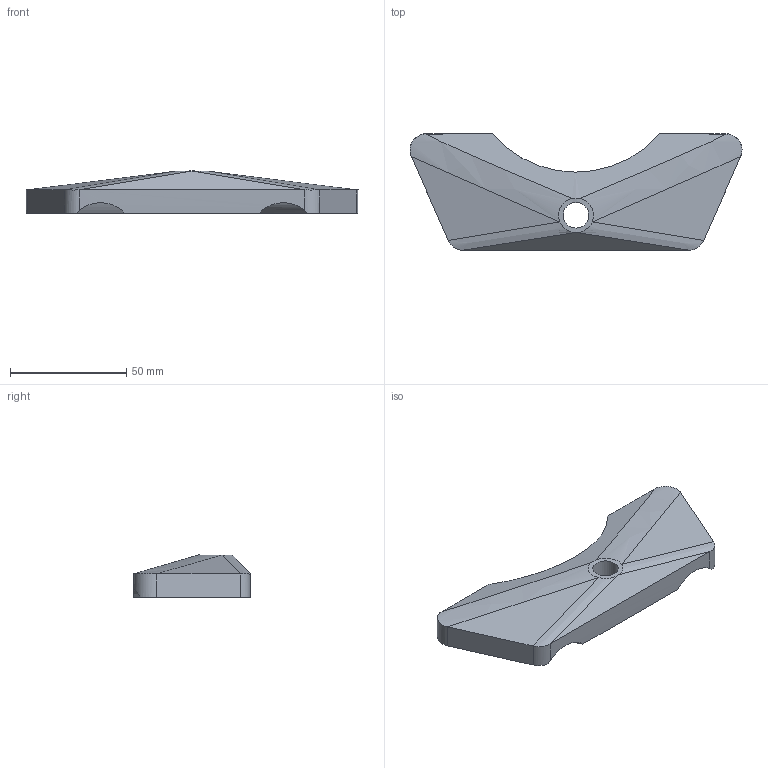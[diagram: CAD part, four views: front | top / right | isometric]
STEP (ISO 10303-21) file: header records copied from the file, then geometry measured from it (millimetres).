
FILE_DESCRIPTION(/* description */ ('Version 0.1c - signed'),/* implementation_level */ '2;1');
FILE_NAME(/* name */ 'kickstand1c.step',/* time_stamp */ '2024-02-16T11:00:23-05:00',/* author */ ('F. Pascal Girard'),/* organization */ ('Georgetown University'),/* preprocessor_version */ 'ST-DEVELOPER v20',/* originating_system */ 'Autodesk Translation Framework v12.20.1.177',/* authorisation */ '');
FILE_SCHEMA (('AUTOMOTIVE_DESIGN { 1 0 10303 214 3 1 1 }'));
Length unit declared in the file: millimetre
Products named in the file (1): (Unsaved)
Bounding box: 142.54 x 50 x 18.22 mm (x, y, z)
Volume: 65885.9 mm3; surface area: 15617 mm2
Topology: 1 solids, 1 shells, 89 faces, 235 edges, 154 vertices
Faces by surface type: plane 45, cylinder 37, cone 5, bspline 2
Full cylindrical faces by diameter (mm): 11 x1
Entity records: 3695 total; most frequent: CARTESIAN_POINT 1440, ORIENTED_EDGE 470, DIRECTION 458, EDGE_CURVE 235, AXIS2_PLACEMENT_3D 160, VERTEX_POINT 154, LINE 138, VECTOR 138
